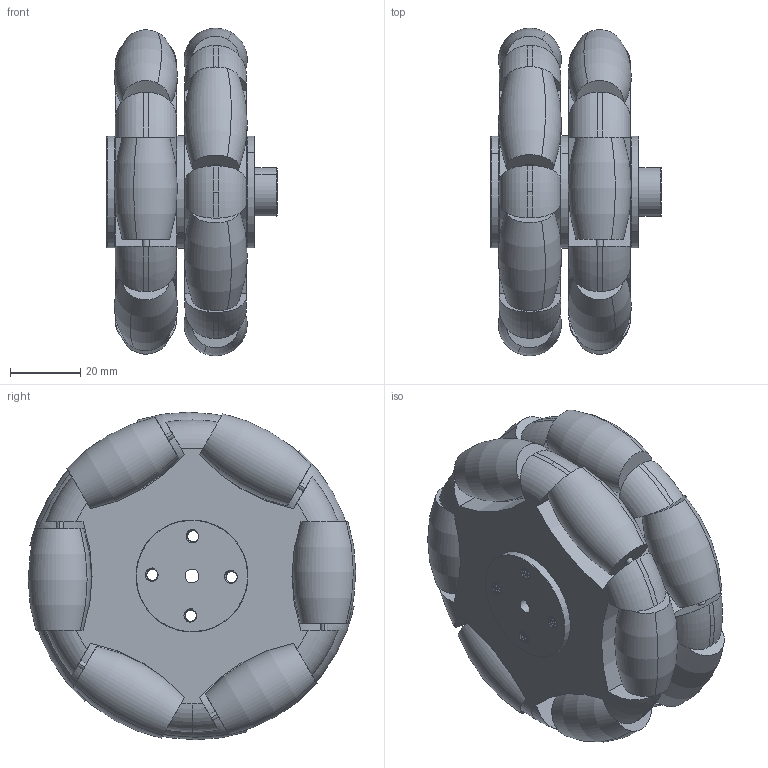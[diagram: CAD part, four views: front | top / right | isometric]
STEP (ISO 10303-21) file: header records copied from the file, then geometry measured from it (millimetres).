
FILE_DESCRIPTION (( 'STEP AP214' ), '1' );
FILE_NAME ('16-0001.STEP', '2025-08-25T09:25:01', ( '' ), ( '' ), 'SwSTEP 2.0', 'SolidWorks 2025', '' );
FILE_SCHEMA (( 'AUTOMOTIVE_DESIGN' ));
Length unit declared in the file: millimetre
Products named in the file (6): 13-0008_預設; Omni_預設; 16-0001; 08-0006_預設; omni-wheel_預設; 08-0024_預設
Assembly tree (12 placements, depth 3):
  16-0001
    13-0008_預設  x2
      Omni_預設
      omni-wheel_預設
    08-0006_預設  x2
    08-0024_預設
Bounding box: 48.6 x 93.43 x 93.43 mm (x, y, z)
Volume: 197565.1 mm3; surface area: 61979.9 mm2
Topology: 17 solids, 17 shells, 365 faces, 978 edges, 646 vertices
Faces by surface type: cylinder 204, torus 70, plane 59, bspline 32
Entity records: 17761 total; most frequent: CARTESIAN_POINT 13124, ORIENTED_EDGE 1022, DIRECTION 838, EDGE_CURVE 511, AXIS2_PLACEMENT_3D 348, VERTEX_POINT 336, EDGE_LOOP 227, ADVANCED_FACE 182
